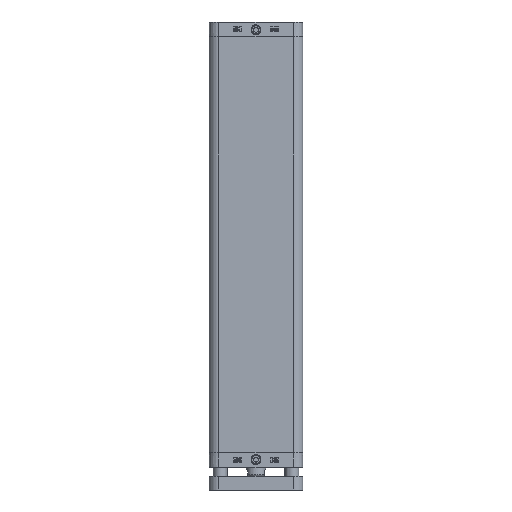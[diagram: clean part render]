
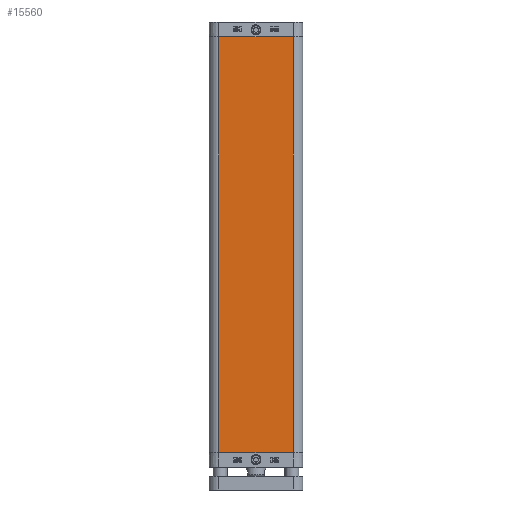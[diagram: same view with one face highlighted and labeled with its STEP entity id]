
A CAD part, left-side view. The second image highlights one B-rep face of the part: STEP entity #15560.
In plain terms, the highlighted planar face has unit normal (-1, 0, 0).
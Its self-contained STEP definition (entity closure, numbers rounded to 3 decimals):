
#515=LINE('',#27990,#1871);
#516=LINE('',#27992,#1872);
#517=LINE('',#27994,#1873);
#518=LINE('',#27996,#1874);
#1871=VECTOR('',#23660,1000.);
#1872=VECTOR('',#23663,1000.);
#1873=VECTOR('',#23664,1000.);
#1874=VECTOR('',#23665,1000.);
#3647=ORIENTED_EDGE('',*,*,#8248,.T.);
#3648=ORIENTED_EDGE('',*,*,#8247,.F.);
#3649=ORIENTED_EDGE('',*,*,#8249,.F.);
#3650=ORIENTED_EDGE('',*,*,#8250,.T.);
#8247=EDGE_CURVE('',#10552,#10549,#515,.T.);
#8248=EDGE_CURVE('',#10553,#10549,#516,.T.);
#8249=EDGE_CURVE('',#10554,#10552,#517,.T.);
#8250=EDGE_CURVE('',#10554,#10553,#518,.T.);
#10549=VERTEX_POINT('',#27984);
#10552=VERTEX_POINT('',#27989);
#10553=VERTEX_POINT('',#27993);
#10554=VERTEX_POINT('',#27995);
#12762=EDGE_LOOP('',(#3647,#3648,#3649,#3650));
#13947=FACE_BOUND('',#12762,.T.);
#15122=PLANE('',#22143);
#15560=ADVANCED_FACE('',(#13947),#15122,.T.);
#22143=AXIS2_PLACEMENT_3D('',#27991,#23661,#23662);
#23660=DIRECTION('',(0.,0.,1.));
#23661=DIRECTION('',(-1.,0.,0.));
#23662=DIRECTION('',(0.,0.,1.));
#23663=DIRECTION('',(0.,1.,0.));
#23664=DIRECTION('',(0.,1.,0.));
#23665=DIRECTION('',(0.,0.,1.));
#27984=CARTESIAN_POINT('',(-47.75,37.75,29.));
#27989=CARTESIAN_POINT('',(-47.75,37.75,-395.));
#27990=CARTESIAN_POINT('',(-47.75,37.75,0.));
#27991=CARTESIAN_POINT('',(-47.75,-37.75,0.));
#27992=CARTESIAN_POINT('',(-47.75,-37.75,29.));
#27993=CARTESIAN_POINT('',(-47.75,-37.75,29.));
#27994=CARTESIAN_POINT('',(-47.75,-37.75,-395.));
#27995=CARTESIAN_POINT('',(-47.75,-37.75,-395.));
#27996=CARTESIAN_POINT('',(-47.75,-37.75,0.));
